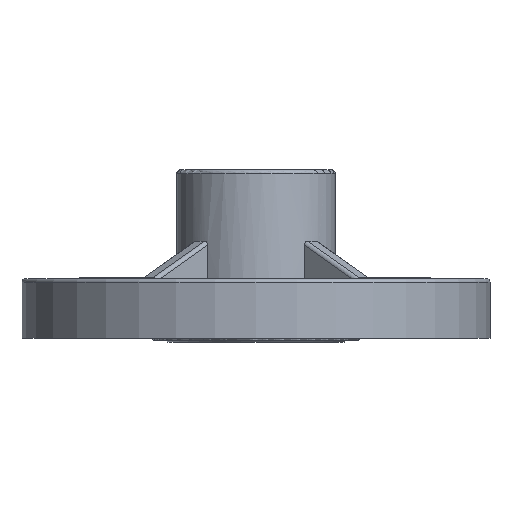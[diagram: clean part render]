
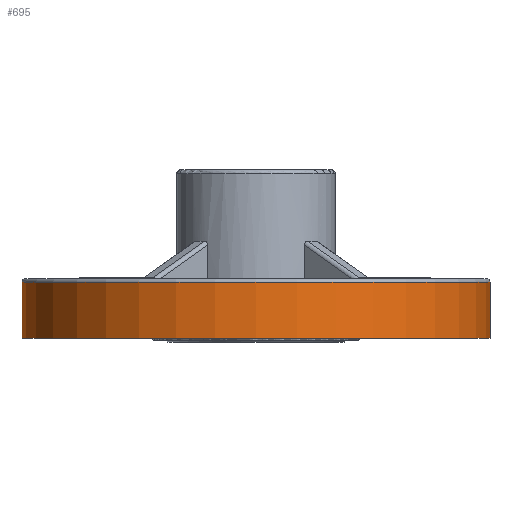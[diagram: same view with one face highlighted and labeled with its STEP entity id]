
A CAD part, front view. The second image highlights one B-rep face of the part: STEP entity #695.
In plain terms, the highlighted cylindrical face has radius 62.6 mm (diameter 125.2 mm), a full revolution.
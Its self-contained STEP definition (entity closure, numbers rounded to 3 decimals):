
#188=CYLINDRICAL_SURFACE('',#8840,62.6);
#695=ADVANCED_FACE('',(#1930,#1931),#188,.T.);
#1930=FACE_BOUND('',#2076,.T.);
#1931=FACE_BOUND('',#2077,.T.);
#2076=EDGE_LOOP('',(#3192));
#2077=EDGE_LOOP('',(#3193));
#2635=CIRCLE('',#8838,62.6);
#2636=CIRCLE('',#8839,62.6);
#3192=ORIENTED_EDGE('',*,*,#6415,.T.);
#3193=ORIENTED_EDGE('',*,*,#6416,.T.);
#5564=VERTEX_POINT('',#12986);
#5565=VERTEX_POINT('',#12988);
#6415=EDGE_CURVE('',#5564,#5564,#2635,.T.);
#6416=EDGE_CURVE('',#5565,#5565,#2636,.T.);
#8838=AXIS2_PLACEMENT_3D('',#12985,#9625,#9626);
#8839=AXIS2_PLACEMENT_3D('',#12987,#9627,#9628);
#8840=AXIS2_PLACEMENT_3D('',#12989,#9629,#9630);
#9625=DIRECTION('',(0.,0.,-1.));
#9626=DIRECTION('',(1.,0.,0.));
#9627=DIRECTION('',(0.,0.,1.));
#9628=DIRECTION('',(1.,0.,0.));
#9629=DIRECTION('',(0.,0.,1.));
#9630=DIRECTION('',(-1.,0.,0.));
#12985=CARTESIAN_POINT('',(-30.,-390.,15.));
#12986=CARTESIAN_POINT('',(32.6,-390.,15.));
#12987=CARTESIAN_POINT('',(-30.,-390.,0.));
#12988=CARTESIAN_POINT('',(32.6,-390.,0.));
#12989=CARTESIAN_POINT('',(-30.,-390.,0.));
